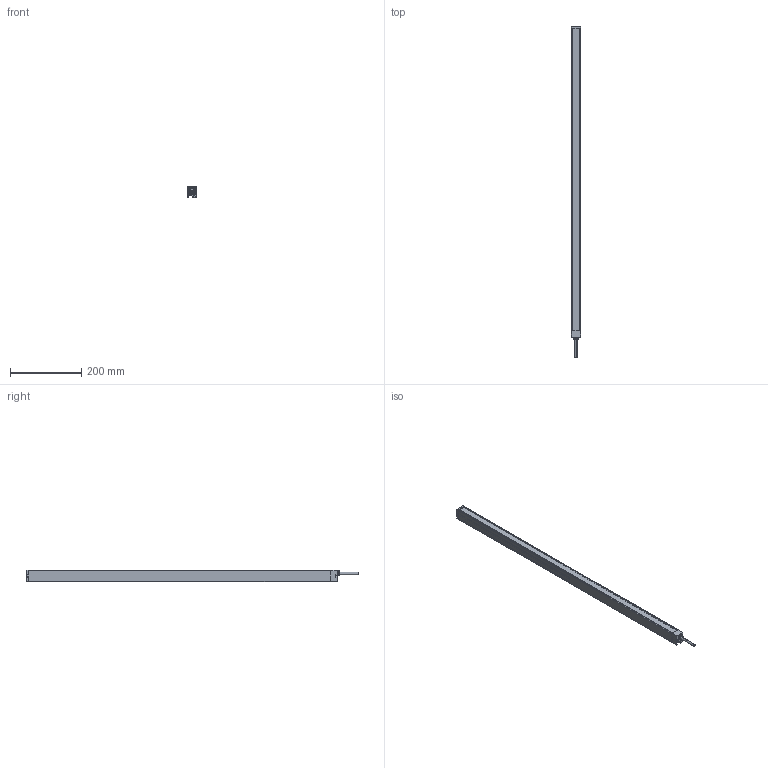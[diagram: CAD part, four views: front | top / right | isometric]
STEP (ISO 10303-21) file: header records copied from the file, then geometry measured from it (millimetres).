
FILE_DESCRIPTION((''),'2;1');
FILE_NAME('158567_SW','2012-12-03T',('banengservice'),('BANNER ENGINEERING'),'PRO/ENGINEER BY PARAMETRIC TECHNOLOGY CORPORATION, 2009141','PRO/ENGINEER BY PARAMETRIC TECHNOLOGY CORPORATION, 2009141','');
FILE_SCHEMA(('CONFIG_CONTROL_DESIGN'));
Length unit declared in the file: inch
Products named in the file (1): 158567_SW
Bounding box: 25.4 x 934.7 x 31.75 mm (x, y, z)
Volume: 209157.7 mm3; surface area: 241333.3 mm2
Topology: 2 solids, 2 shells, 778 faces, 2124 edges, 1329 vertices
Faces by surface type: plane 433, cylinder 262, torus 63, cone 10, bspline 6, sphere 4
Entity records: 25162 total; most frequent: CARTESIAN_POINT 5015, DIRECTION 4260, ORIENTED_EDGE 4248, EDGE_CURVE 2124, VECTOR 1428, LINE 1428, AXIS2_PLACEMENT_3D 1416, VERTEX_POINT 1329
